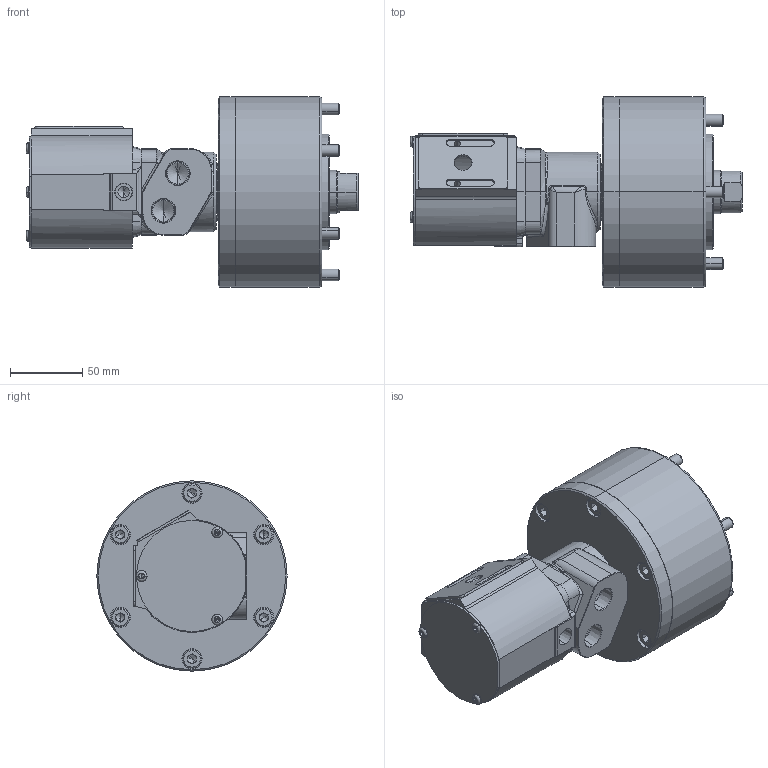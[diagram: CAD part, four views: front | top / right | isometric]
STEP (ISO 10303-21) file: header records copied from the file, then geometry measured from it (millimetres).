
FILE_DESCRIPTION (( 'STEP AP203' ), '1' );
FILE_NAME ('CF-RS-100N.STEP', '2020-08-14T01:17:31', ( '' ), ( '' ), 'SwSTEP 2.0', 'SolidWorks 2016', '' );
FILE_SCHEMA (( 'CONFIG_CONTROL_DESIGN' ));
Length unit declared in the file: millimetre
Products named in the file (10): RS-100 行控盒蓋板; 圓頭內六角螺栓_M8x75; 半圓頭六角孔螺栓_M4x8; RS-100行控盒; CF-RS-100N; CF-RS-06N-01000; CF-RS-06-03010; RS-100 感應器定位板; CF-RK-06-02000; CF-RK-06-05000
Assembly tree (17 placements, depth 2):
  CF-RS-100N
    RS-100行控盒
    CF-RS-06N-01000
    CF-RS-06-03010
    RS-100 感應器定位板  x2
    CF-RK-06-02000
    CF-RK-06-05000
    RS-100 行控盒蓋板
    圓頭內六角螺栓_M8x75  x6
    半圓頭六角孔螺栓_M4x8  x3
Bounding box: 230.3 x 132 x 132 mm (x, y, z)
Volume: 1156503.7 mm3; surface area: 249671.1 mm2
Topology: 17 solids, 17 shells, 643 faces, 1557 edges, 956 vertices
Faces by surface type: plane 270, cylinder 217, cone 108, bspline 33, torus 14, sphere 1
Entity records: 17053 total; most frequent: CARTESIAN_POINT 5145, DIRECTION 2290, ORIENTED_EDGE 2166, EDGE_CURVE 1083, AXIS2_PLACEMENT_3D 896, VERTEX_POINT 685, EDGE_LOOP 538, VECTOR 498
